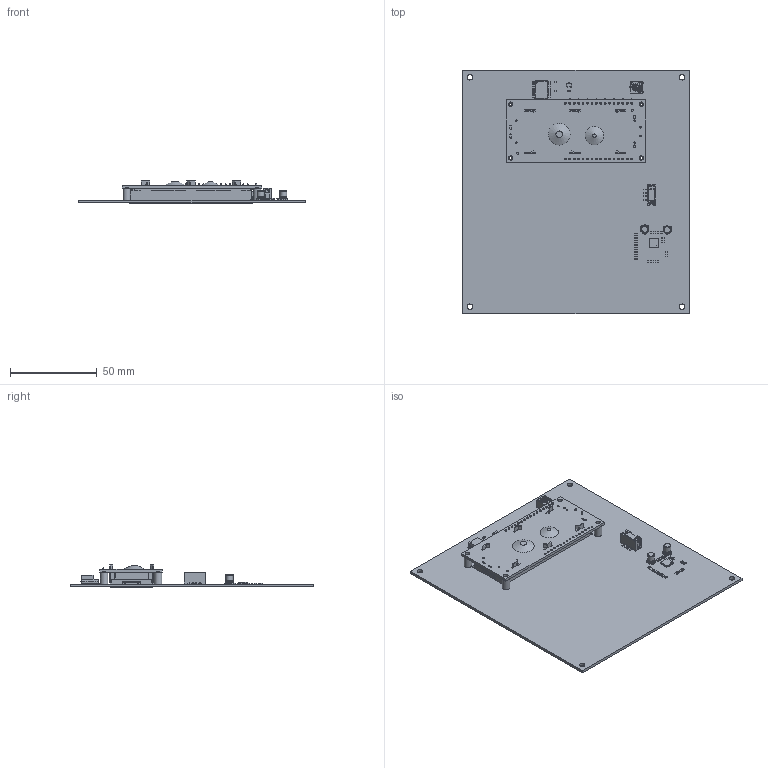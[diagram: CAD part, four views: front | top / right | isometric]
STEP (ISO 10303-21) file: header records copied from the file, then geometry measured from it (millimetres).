
FILE_DESCRIPTION(/* description */ (''),/* implementation_level */ '2;1');
FILE_NAME(/* name */ '5f8f3233adb45c1199db6b60',/* time_stamp */ '2020-10-20T18:53:44+00:00',/* author */ (''),/* organization */ (''),/* preprocessor_version */ 'ST-DEVELOPER v16.7',/* originating_system */ $,/* authorisation */ $);
FILE_SCHEMA (('AUTOMOTIVE_DESIGN {1 0 10303 214 3 1 1}'));
Products named in the file (60): SOLID; COMPOUND; SOLID_1; SOLID_2; SOLID_3; SOLID_4; SOLID_5; SOLID_6; SOLID_7; SOLID_8; SOLID_9; SOLID_10; SOLID_11; SOLID_12; SOLID_13; SOLID_14; SOLID_15; SOLID_16; SOLID_17
Bounding box: 130 x 140 x 12.7 mm (x, y, z)
Volume: 44557.1 mm3; surface area: 52566.2 mm2
Topology: 60 solids, 67 shells, 2752 faces, 7413 edges, 4811 vertices
Faces by surface type: plane 2190, cylinder 522, bspline 18, torus 13, sphere 6, cone 3
Full cylindrical faces by diameter (mm): 0.305 x2, 0.4 x1, 0.406 x1, 0.457 x2, 0.508 x4, 0.6 x3, 0.66 x2, 0.8 x4, 1 x34, 1.2 x2, 1.4 x2, 1.567 x4, 2.5 x4, 2.8 x4, 2.845 x1, 2.946 x1, 3 x4, 3.2 x4, 4 x4, 4.35 x4
Entity records: 90110 total; most frequent: CARTESIAN_POINT 15727, ORIENTED_EDGE 14566, DIRECTION 13859, EDGE_CURVE 7283, LINE 6183, VECTOR 6183, VERTEX_POINT 4786, AXIS2_PLACEMENT_3D 3838
